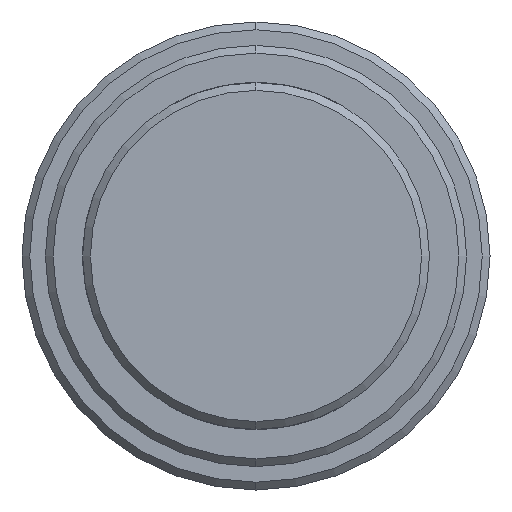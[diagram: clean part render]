
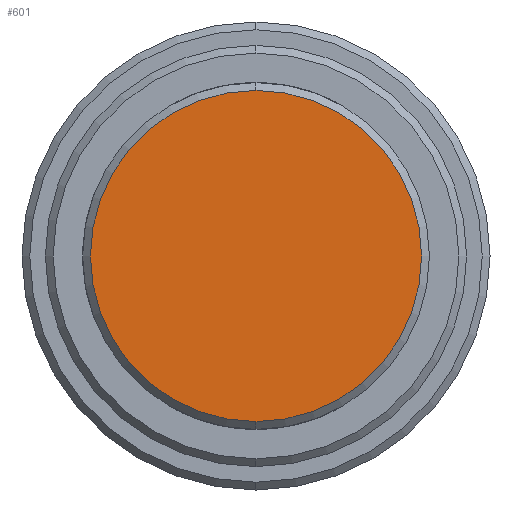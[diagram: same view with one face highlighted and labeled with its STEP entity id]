
A CAD part, left-side view. The second image highlights one B-rep face of the part: STEP entity #601.
In plain terms, the highlighted planar face has unit normal (-1, 0, 0).
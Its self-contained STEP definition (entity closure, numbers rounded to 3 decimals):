
#166 = AXIS2_PLACEMENT_3D ( 'NONE', #188, #425, #1037 ) ;
#188 = CARTESIAN_POINT ( 'NONE',  ( 0., 0., 0. ) ) ;
#425 = DIRECTION ( 'NONE',  ( -1., 0., 0. ) ) ;
#459 = EDGE_LOOP ( 'NONE', ( #1077, #2179 ) ) ;
#518 = CARTESIAN_POINT ( 'NONE',  ( 0., 0., 0. ) ) ;
#601 = ADVANCED_FACE ( 'NONE', ( #681 ), #765, .F. ) ;
#681 = FACE_OUTER_BOUND ( 'NONE', #459, .T. ) ;
#758 = DIRECTION ( 'NONE',  ( 1., 0., 0. ) ) ;
#765 = PLANE ( 'NONE',  #1298 ) ;
#831 = EDGE_CURVE ( 'NONE', #2603, #2598, #2148, .T. ) ;
#896 = CARTESIAN_POINT ( 'NONE',  ( 0., 0., 0. ) ) ;
#1037 = DIRECTION ( 'NONE',  ( 0., 0., -1. ) ) ;
#1077 = ORIENTED_EDGE ( 'NONE', *, *, #831, .T. ) ;
#1285 = CIRCLE ( 'NONE', #166, 21.225 ) ;
#1298 = AXIS2_PLACEMENT_3D ( 'NONE', #518, #758, #1863 ) ;
#1374 = CARTESIAN_POINT ( 'NONE',  ( 0., 0., -21.225 ) ) ;
#1790 = DIRECTION ( 'NONE',  ( -1., 0., 0. ) ) ;
#1863 = DIRECTION ( 'NONE',  ( 0., 0., -1. ) ) ;
#1901 = AXIS2_PLACEMENT_3D ( 'NONE', #896, #1790, #2222 ) ;
#2042 = CARTESIAN_POINT ( 'NONE',  ( 0., 0., 21.225 ) ) ;
#2120 = EDGE_CURVE ( 'NONE', #2598, #2603, #1285, .T. ) ;
#2148 = CIRCLE ( 'NONE', #1901, 21.225 ) ;
#2179 = ORIENTED_EDGE ( 'NONE', *, *, #2120, .T. ) ;
#2222 = DIRECTION ( 'NONE',  ( 0., 0., -1. ) ) ;
#2598 = VERTEX_POINT ( 'NONE', #2042 ) ;
#2603 = VERTEX_POINT ( 'NONE', #1374 ) ;
